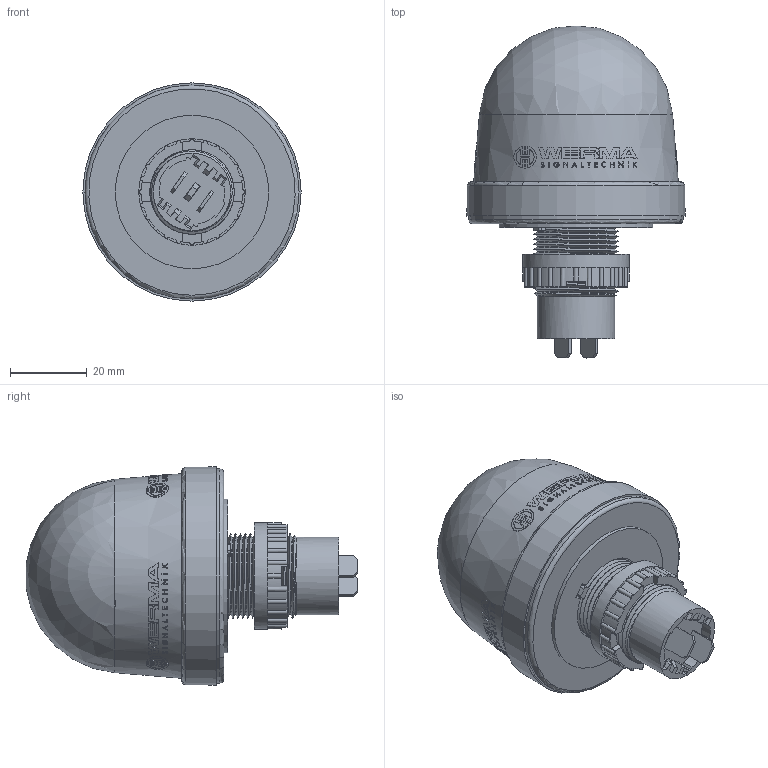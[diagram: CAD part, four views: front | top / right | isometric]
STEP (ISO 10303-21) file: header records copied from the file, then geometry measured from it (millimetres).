
FILE_DESCRIPTION(/* description */ ('STEP AP214'),/* implementation_level */ '2;1');
FILE_NAME(/* name */ 'am-3583+Generic+RSL.stp',/* time_stamp */ '2018-12-31T06:25:02-05:00',/* author */ ('TODD D MILLER'),/* organization */ (''),/* preprocessor_version */ 'ST-DEVELOPER v16.13',/* originating_system */ 'Autodesk Inventor 2018',/* authorisation */ '');
FILE_SCHEMA (('AUTOMOTIVE_DESIGN { 1 0 10303 214 3 1 1 }'));
Length unit declared in the file: inch
Products named in the file (1): am-3583+Generic+RSL
Bounding box: 56.9 x 86.53 x 56.9 mm (x, y, z)
Volume: 106275.3 mm3; surface area: 16802.2 mm2
Topology: 1 solids, 3 shells, 933 faces, 2555 edges, 1691 vertices
Faces by surface type: plane 635, cylinder 218, cone 75, torus 2, bspline 2, sphere 1
Full cylindrical faces by diameter (mm): 20.2 x16, 27.7 x1, 40 x1, 55.8 x1
Entity records: 35983 total; most frequent: CARTESIAN_POINT 11545, ORIENTED_EDGE 4988, DIRECTION 4898, EDGE_CURVE 2496, AXIS2_PLACEMENT_3D 1814, VERTEX_POINT 1656, LINE 1270, VECTOR 1270
